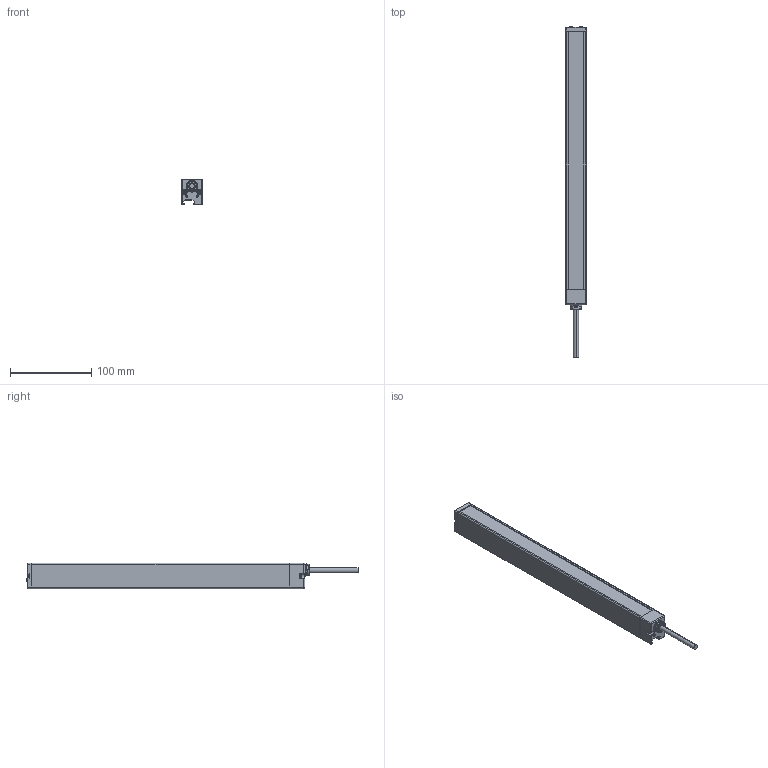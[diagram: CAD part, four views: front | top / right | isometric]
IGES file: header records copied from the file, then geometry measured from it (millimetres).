
Start section:  PTC IGES file: 158558.igs
Global section: file name: 158558.igs; native system: Pro/ENGINEER by Parametric Technology Corporation; preprocessor: 2009141; author: banengservice; organization: Unknown; date: 20121203.151250; units: inch
Bounding box: 25.4 x 409.1 x 31.75 mm (x, y, z)
Volume: 86833.7 mm3; surface area: 98020.9 mm2
Topology: 2 solids, 2 shells, 900 faces, 2428 edges, 1527 vertices
Faces by surface type: bspline 501, revolution 399
